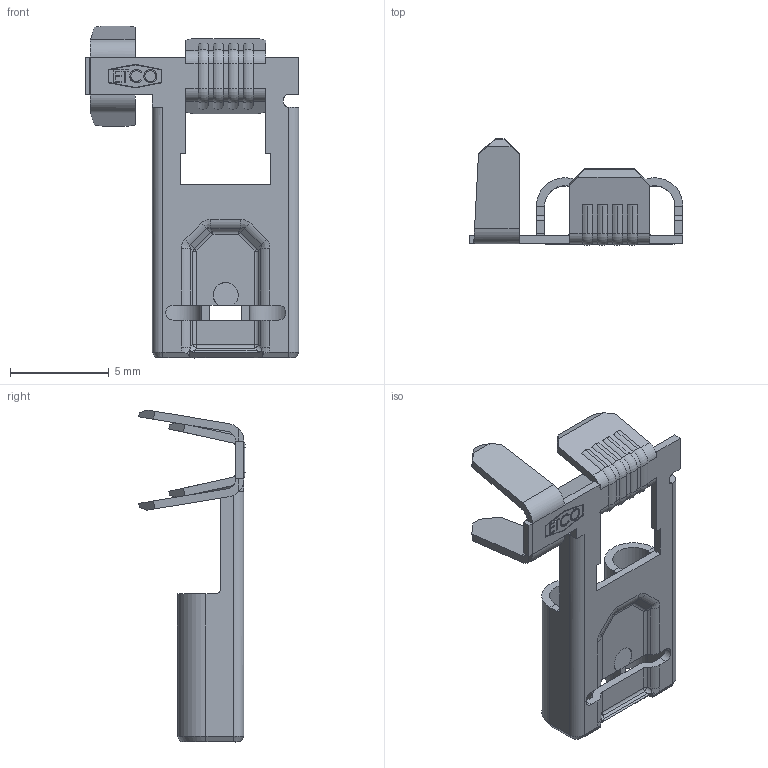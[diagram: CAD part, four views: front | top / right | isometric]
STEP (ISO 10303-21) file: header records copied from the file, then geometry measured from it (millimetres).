
FILE_DESCRIPTION (( 'STEP AP203' ), '1' );
FILE_NAME ('07845.STEP', '2015-01-29T16:27:19', ( '' ), ( '' ), 'SwSTEP 2.0', 'SolidWorks 2014', '' );
FILE_SCHEMA (( 'CONFIG_CONTROL_DESIGN' ));
Length unit declared in the file: inch
Products named in the file (1): 07845
Bounding box: 10.85 x 5.41 x 16.83 mm (x, y, z)
Volume: 97.1 mm3; surface area: 543.4 mm2
Topology: 1 solids, 1 shells, 404 faces, 1007 edges, 596 vertices
Faces by surface type: plane 220, cylinder 111, bspline 33, cone 20, sphere 12, torus 8
Entity records: 13160 total; most frequent: CARTESIAN_POINT 3775, ORIENTED_EDGE 1990, DIRECTION 1867, EDGE_CURVE 995, LINE 687, VECTOR 687, VERTEX_POINT 596, AXIS2_PLACEMENT_3D 590
